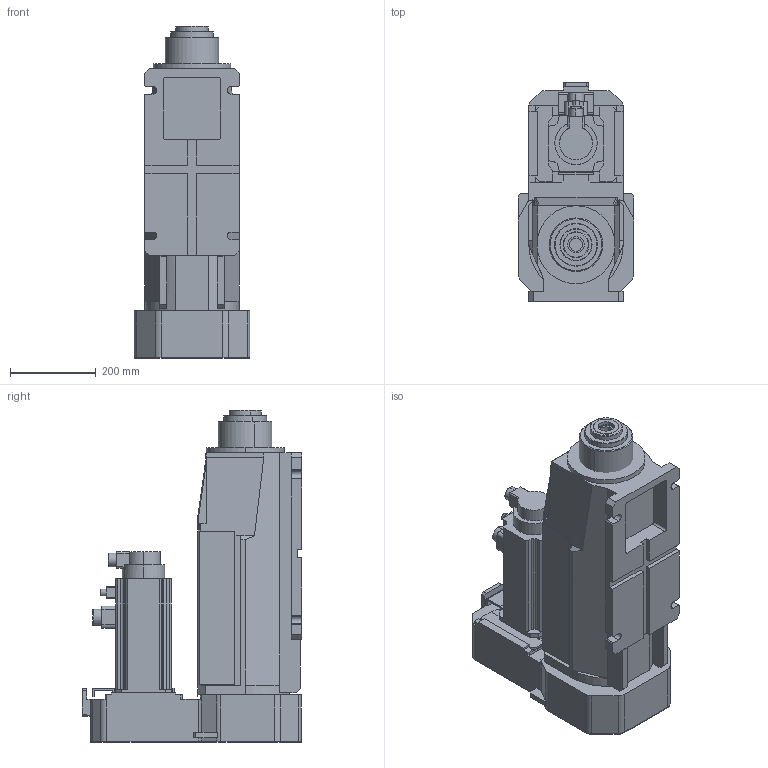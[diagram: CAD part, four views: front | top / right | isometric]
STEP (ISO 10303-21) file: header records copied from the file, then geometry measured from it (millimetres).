
FILE_DESCRIPTION (( 'STEP AP203' ), '1' );
FILE_NAME ('JPU-8004外形図.STEP', '2007-05-30T04:53:28', ( '' ), ( '' ), 'SwSTEP 2.0', 'SolidWorks 2006104', '' );
FILE_SCHEMA (( 'CONFIG_CONTROL_DESIGN' ));
Length unit declared in the file: millimetre
Products named in the file (3): 儔儉_棉太倌; JPU-8004_蹬怮椔; JPU-8004外形図
Assembly tree (2 placements, depth 2):
  JPU-8004外形図
    JPU-8004_蹬怮椔
    儔儉_棉太倌
Bounding box: 270 x 512 x 775 mm (x, y, z)
Volume: 45033991.9 mm3; surface area: 1334278.5 mm2
Topology: 2 solids, 2 shells, 419 faces, 1166 edges, 763 vertices
Faces by surface type: plane 302, cylinder 101, cone 14, bspline 2
Entity records: 13686 total; most frequent: CARTESIAN_POINT 2471, ORIENTED_EDGE 2332, DIRECTION 2221, EDGE_CURVE 1166, VECTOR 931, LINE 931, VERTEX_POINT 763, AXIS2_PLACEMENT_3D 645
